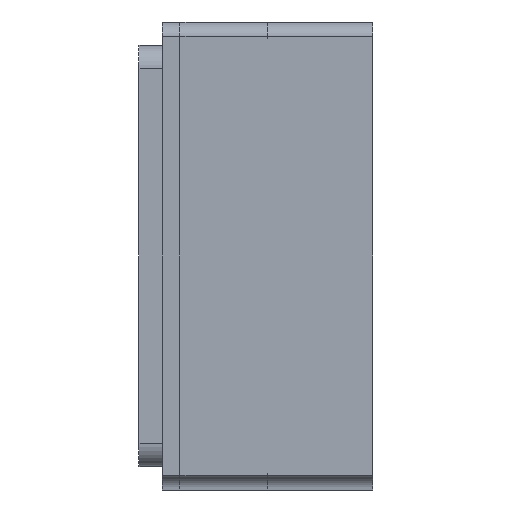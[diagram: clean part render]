
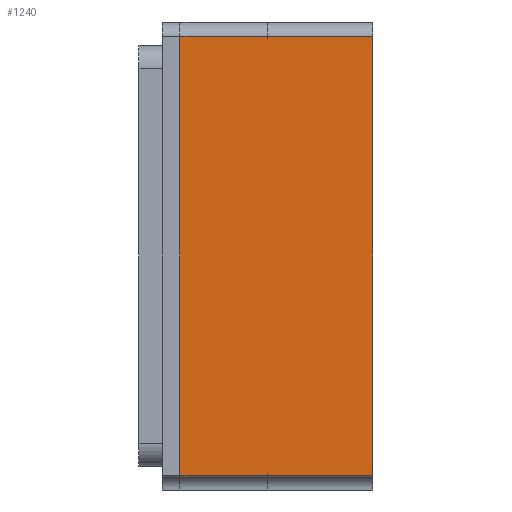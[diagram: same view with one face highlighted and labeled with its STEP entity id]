
A CAD part, left-side view. The second image highlights one B-rep face of the part: STEP entity #1240.
In plain terms, the highlighted planar face has unit normal (-1, 0, 0).
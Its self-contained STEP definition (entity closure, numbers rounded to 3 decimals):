
#49 = VERTEX_POINT ( 'NONE', #2106 ) ;
#85 = DIRECTION ( 'NONE',  ( -1., 0., 0. ) ) ;
#227 = VERTEX_POINT ( 'NONE', #378 ) ;
#332 = CARTESIAN_POINT ( 'NONE',  ( -1.25, 0., 0.937 ) ) ;
#371 = EDGE_CURVE ( 'NONE', #418, #2321, #1319, .T. ) ;
#378 = CARTESIAN_POINT ( 'NONE',  ( -1.25, 0., -0.937 ) ) ;
#394 = CARTESIAN_POINT ( 'NONE',  ( -1.25, 0.9, 0. ) ) ;
#418 = VERTEX_POINT ( 'NONE', #2006 ) ;
#702 = AXIS2_PLACEMENT_3D ( 'NONE', #394, #85, #2469 ) ;
#739 = DIRECTION ( 'NONE',  ( 0., -1., 0. ) ) ;
#742 = EDGE_CURVE ( 'NONE', #418, #798, #2432, .T. ) ;
#772 = VECTOR ( 'NONE', #1119, 1000. ) ;
#798 = VERTEX_POINT ( 'NONE', #3309 ) ;
#919 = VECTOR ( 'NONE', #2136, 1000. ) ;
#938 = DIRECTION ( 'NONE',  ( 0., -1., 0. ) ) ;
#1087 = EDGE_CURVE ( 'NONE', #2321, #49, #2395, .T. ) ;
#1119 = DIRECTION ( 'NONE',  ( 0., 0., -1. ) ) ;
#1202 = CARTESIAN_POINT ( 'NONE',  ( -1.25, 0.825, 0.937 ) ) ;
#1212 = EDGE_CURVE ( 'NONE', #49, #1554, #2023, .T. ) ;
#1237 = VECTOR ( 'NONE', #739, 1000. ) ;
#1240 = ADVANCED_FACE ( 'NONE', ( #3124 ), #3013, .T. ) ;
#1252 = CARTESIAN_POINT ( 'NONE',  ( -1.25, 0.9, -0.937 ) ) ;
#1319 = LINE ( 'NONE', #3132, #3291 ) ;
#1323 = EDGE_CURVE ( 'NONE', #1554, #227, #3166, .T. ) ;
#1554 = VERTEX_POINT ( 'NONE', #332 ) ;
#1685 = CARTESIAN_POINT ( 'NONE',  ( -1.25, 0.45, -0.937 ) ) ;
#1689 = EDGE_CURVE ( 'NONE', #798, #227, #2929, .T. ) ;
#1714 = ORIENTED_EDGE ( 'NONE', *, *, #371, .F. ) ;
#1809 = CARTESIAN_POINT ( 'NONE',  ( -1.25, 0.45, 0.937 ) ) ;
#1974 = CARTESIAN_POINT ( 'NONE',  ( -1.25, 0.9, 0.937 ) ) ;
#1978 = ORIENTED_EDGE ( 'NONE', *, *, #1689, .T. ) ;
#2006 = CARTESIAN_POINT ( 'NONE',  ( -1.25, 0.825, -0.937 ) ) ;
#2023 = LINE ( 'NONE', #1809, #919 ) ;
#2106 = CARTESIAN_POINT ( 'NONE',  ( -1.25, 0.45, 0.937 ) ) ;
#2136 = DIRECTION ( 'NONE',  ( 0., -1., 0. ) ) ;
#2256 = DIRECTION ( 'NONE',  ( 0., -1., 0. ) ) ;
#2321 = VERTEX_POINT ( 'NONE', #1202 ) ;
#2395 = LINE ( 'NONE', #1974, #1237 ) ;
#2432 = LINE ( 'NONE', #1252, #3338 ) ;
#2469 = DIRECTION ( 'NONE',  ( 0., 0., 1. ) ) ;
#2483 = ORIENTED_EDGE ( 'NONE', *, *, #742, .T. ) ;
#2917 = CARTESIAN_POINT ( 'NONE',  ( -1.25, 0., 0. ) ) ;
#2929 = LINE ( 'NONE', #1685, #3795 ) ;
#3013 = PLANE ( 'NONE',  #702 ) ;
#3092 = EDGE_LOOP ( 'NONE', ( #3102, #1714, #2483, #1978, #3691, #3523 ) ) ;
#3102 = ORIENTED_EDGE ( 'NONE', *, *, #1087, .F. ) ;
#3124 = FACE_OUTER_BOUND ( 'NONE', #3092, .T. ) ;
#3132 = CARTESIAN_POINT ( 'NONE',  ( -1.25, 0.825, -0.937 ) ) ;
#3166 = LINE ( 'NONE', #2917, #772 ) ;
#3291 = VECTOR ( 'NONE', #3418, 1000. ) ;
#3309 = CARTESIAN_POINT ( 'NONE',  ( -1.25, 0.45, -0.937 ) ) ;
#3338 = VECTOR ( 'NONE', #938, 1000. ) ;
#3418 = DIRECTION ( 'NONE',  ( 0., 0., 1. ) ) ;
#3523 = ORIENTED_EDGE ( 'NONE', *, *, #1212, .F. ) ;
#3691 = ORIENTED_EDGE ( 'NONE', *, *, #1323, .F. ) ;
#3795 = VECTOR ( 'NONE', #2256, 1000. ) ;
